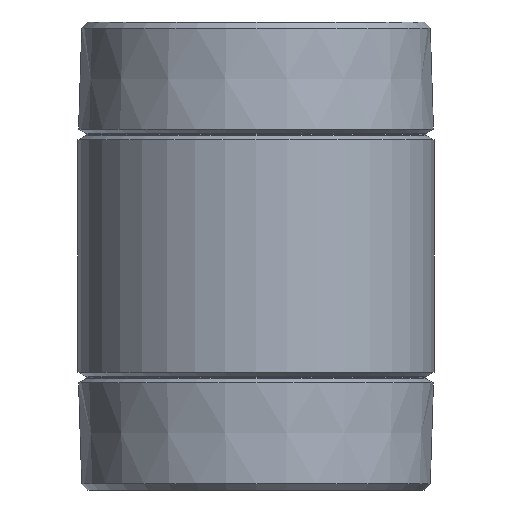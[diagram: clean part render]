
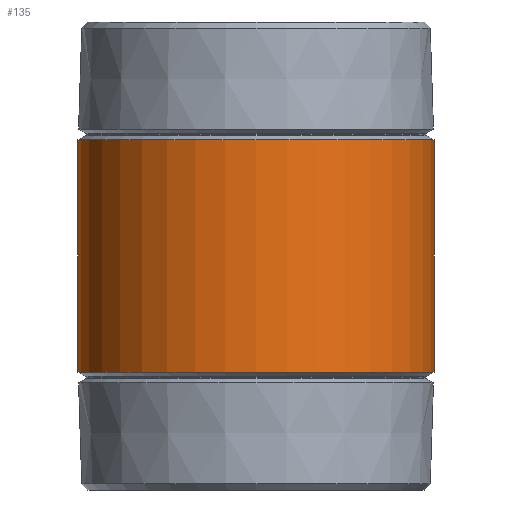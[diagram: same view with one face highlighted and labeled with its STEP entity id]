
A CAD part, front view. The second image highlights one B-rep face of the part: STEP entity #135.
In plain terms, the highlighted cylindrical face has radius 38.05 mm (diameter 76.1 mm), a partial arc.
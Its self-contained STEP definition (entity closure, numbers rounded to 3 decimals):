
#32 = VERTEX_POINT ( 'NONE', #851 ) ;
#35 = VERTEX_POINT ( 'NONE', #845 ) ;
#130 = EDGE_CURVE ( 'NONE', #35, #178, #499, .T. ) ;
#135 = ADVANCED_FACE ( 'NONE', ( #518 ), #512, .T. ) ;
#136 = ORIENTED_EDGE ( 'NONE', *, *, #152, .F. ) ;
#137 = ORIENTED_EDGE ( 'NONE', *, *, #269, .F. ) ;
#152 = EDGE_CURVE ( 'NONE', #32, #192, #527, .T. ) ;
#178 = VERTEX_POINT ( 'NONE', #538 ) ;
#192 = VERTEX_POINT ( 'NONE', #576 ) ;
#250 = EDGE_LOOP ( 'NONE', ( #136, #137, #270, #271 ) ) ;
#269 = EDGE_CURVE ( 'NONE', #35, #32, #651, .T. ) ;
#270 = ORIENTED_EDGE ( 'NONE', *, *, #130, .T. ) ;
#271 = ORIENTED_EDGE ( 'NONE', *, *, #272, .F. ) ;
#272 = EDGE_CURVE ( 'NONE', #192, #178, #663, .T. ) ;
#414 = DIRECTION ( 'NONE',  ( 1., 0., 0. ) ) ;
#498 = CARTESIAN_POINT ( 'NONE',  ( 38.05, 0., 0. ) ) ;
#499 = LINE ( 'NONE', #498, #509 ) ;
#508 = DIRECTION ( 'NONE',  ( 0., 0., 1. ) ) ;
#509 = VECTOR ( 'NONE', #508, 1000. ) ;
#510 = DIRECTION ( 'NONE',  ( 0., 0., 1. ) ) ;
#511 = AXIS2_PLACEMENT_3D ( 'NONE', #513, #510, #414 ) ;
#512 = CYLINDRICAL_SURFACE ( 'NONE', #511, 38.05 ) ;
#513 = CARTESIAN_POINT ( 'NONE',  ( 0., 0., 0. ) ) ;
#518 = FACE_OUTER_BOUND ( 'NONE', #250, .T. ) ;
#527 = LINE ( 'NONE', #535, #534 ) ;
#533 = DIRECTION ( 'NONE',  ( 0., 0., 1. ) ) ;
#534 = VECTOR ( 'NONE', #533, 1000. ) ;
#535 = CARTESIAN_POINT ( 'NONE',  ( -38.05, 0., 0. ) ) ;
#538 = CARTESIAN_POINT ( 'NONE',  ( 38.05, 0., -25.211 ) ) ;
#576 = CARTESIAN_POINT ( 'NONE',  ( -38.05, 0., -25.211 ) ) ;
#628 = DIRECTION ( 'NONE',  ( 1., 0., 0. ) ) ;
#629 = AXIS2_PLACEMENT_3D ( 'NONE', #637, #632, #628 ) ;
#632 = DIRECTION ( 'NONE',  ( 0., 0., -1. ) ) ;
#637 = CARTESIAN_POINT ( 'NONE',  ( 0., 0., -74.789 ) ) ;
#638 = CARTESIAN_POINT ( 'NONE',  ( 0., 0., -25.211 ) ) ;
#651 = CIRCLE ( 'NONE', #629, 38.05 ) ;
#663 = CIRCLE ( 'NONE', #668, 38.05 ) ;
#666 = DIRECTION ( 'NONE',  ( -1., 0., 0. ) ) ;
#667 = DIRECTION ( 'NONE',  ( 0., 0., 1. ) ) ;
#668 = AXIS2_PLACEMENT_3D ( 'NONE', #638, #667, #666 ) ;
#845 = CARTESIAN_POINT ( 'NONE',  ( 38.05, 0., -74.789 ) ) ;
#851 = CARTESIAN_POINT ( 'NONE',  ( -38.05, 0., -74.789 ) ) ;
